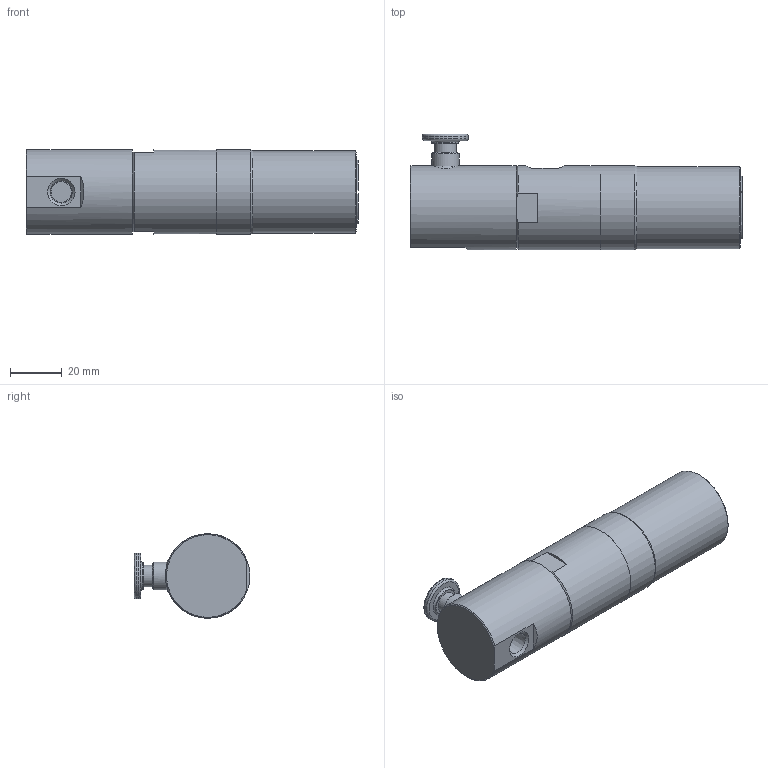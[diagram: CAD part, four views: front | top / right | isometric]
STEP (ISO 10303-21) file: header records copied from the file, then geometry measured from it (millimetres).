
FILE_DESCRIPTION(/* description */ (''),/* implementation_level */ '2;1');
FILE_NAME(/* name */ 'FXV049041.stp',/* time_stamp */ '2013-10-29T10:52:32-05:00',/* author */ ('scottg'),/* organization */ ('FasTest,Inc.'),/* preprocessor_version */ 'ST-DEVELOPER v15.2',/* originating_system */ 'Autodesk Inventor 2014',/* authorisation */ '');
FILE_SCHEMA (('AUTOMOTIVE_DESIGN { 1 0 10303 214 3 1 1 }'));
Length unit declared in the file: inch
Products named in the file (1): FXV049041
Bounding box: 128.8 x 44.96 x 32.77 mm (x, y, z)
Surface area: 19763.8 mm2 (no closed solid volume)
Topology: 0 solids, 6 shells, 112 faces, 273 edges, 179 vertices
Faces by surface type: plane 49, cone 33, cylinder 25, torus 5
Full cylindrical faces by diameter (mm): 7.95 x1, 8.382 x1, 10.008 x2, 10.414 x1, 10.668 x1, 11.125 x1, 17.78 x2, 18.466 x1, 26.772 x1, 26.924 x1, 27.051 x1, 31.877 x1, 32.766 x3
Entity records: 3113 total; most frequent: CARTESIAN_POINT 702, DIRECTION 496, ORIENTED_EDGE 464, EDGE_CURVE 230, AXIS2_PLACEMENT_3D 217, VERTEX_POINT 169, EDGE_LOOP 161, ADVANCED_FACE 112
